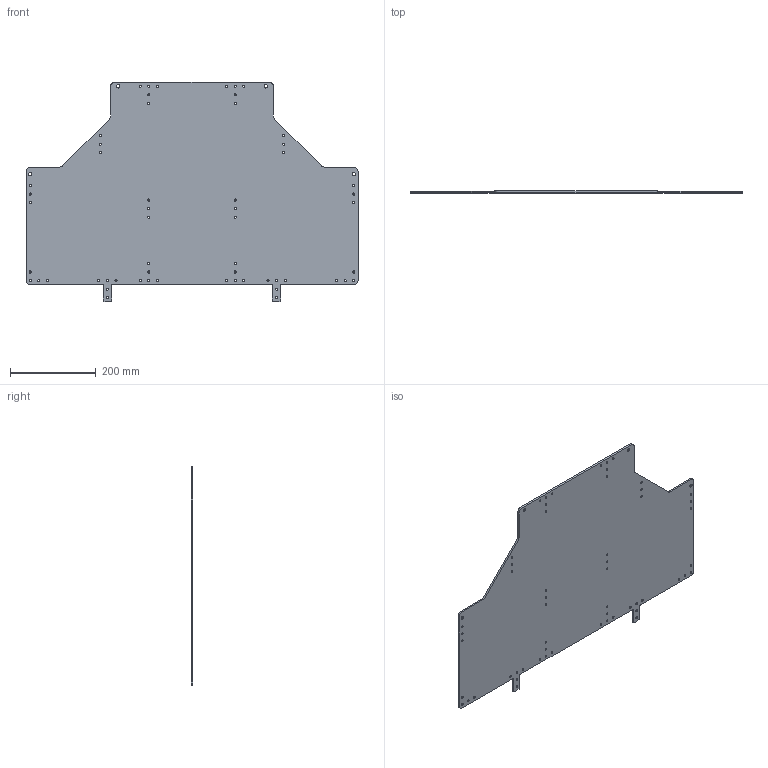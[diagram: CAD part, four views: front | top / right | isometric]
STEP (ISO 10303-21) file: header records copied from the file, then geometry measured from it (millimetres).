
FILE_DESCRIPTION (( 'STEP AP203' ), '1' );
FILE_NAME ('BellyPan.STEP', '2024-02-15T19:51:35', ( '' ), ( '' ), 'SwSTEP 2.0', 'SolidWorks 2023', '' );
FILE_SCHEMA (( 'CONFIG_CONTROL_DESIGN' ));
Length unit declared in the file: millimetre
Products named in the file (1): BellyPan
Bounding box: 775 x 4 x 513.5 mm (x, y, z)
Volume: 1207588.4 mm3; surface area: 617763.3 mm2
Topology: 1 solids, 1 shells, 158 faces, 468 edges, 312 vertices
Faces by surface type: cylinder 138, plane 20
Entity records: 5765 total; most frequent: DIRECTION 1062, CARTESIAN_POINT 939, ORIENTED_EDGE 936, EDGE_CURVE 468, AXIS2_PLACEMENT_3D 435, VERTEX_POINT 312, EDGE_LOOP 278, CIRCLE 276
